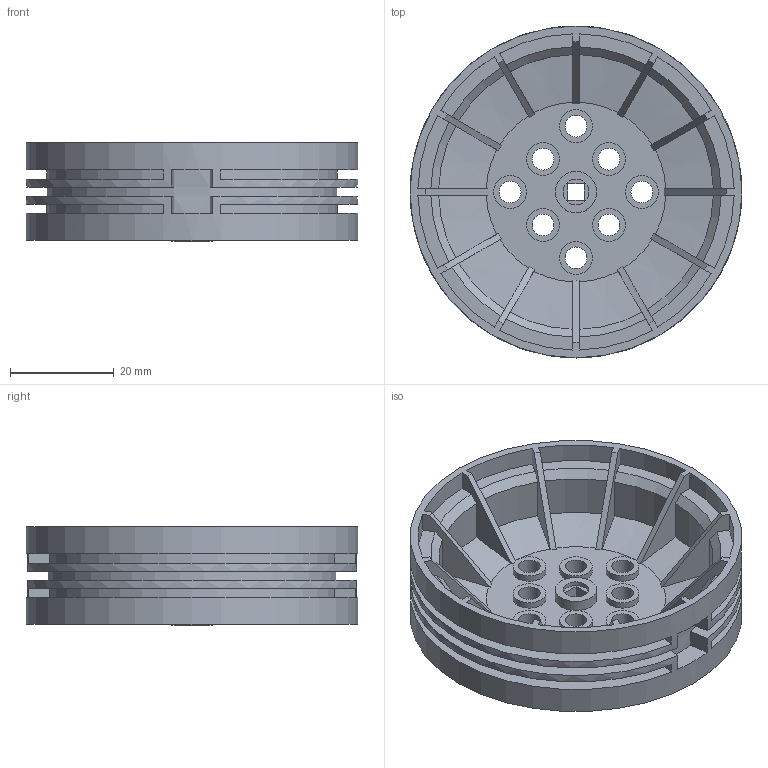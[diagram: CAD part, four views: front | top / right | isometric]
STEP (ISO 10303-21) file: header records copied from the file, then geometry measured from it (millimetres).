
FILE_DESCRIPTION((''),'2;1');
FILE_NAME('228-2500-211.stp','2014-03-06T15:33:55',('art_dutra'),(''),'Autodesk Inventor 2013','Autodesk Inventor 2013','');
FILE_SCHEMA(('AUTOMOTIVE_DESIGN { 1 0 10303 214 1 1 1 1 }'));
Length unit declared in the file: millimetre
Products named in the file (1): 228-2500-211 Rev2
Bounding box: 64 x 64 x 18.93 mm (x, y, z)
Volume: 14947.2 mm3; surface area: 19519.2 mm2
Topology: 1 solids, 1 shells, 194 faces, 494 edges, 329 vertices
Faces by surface type: plane 97, cylinder 60, cone 37
Full cylindrical faces by diameter (mm): 4.2 x8, 5 x2, 6.35 x16, 8 x2, 56 x1, 61 x1, 64 x2
Entity records: 5742 total; most frequent: CARTESIAN_POINT 1075, DIRECTION 990, ORIENTED_EDGE 916, EDGE_CURVE 458, AXIS2_PLACEMENT_3D 385, VERTEX_POINT 326, EDGE_LOOP 272, VECTOR 220
